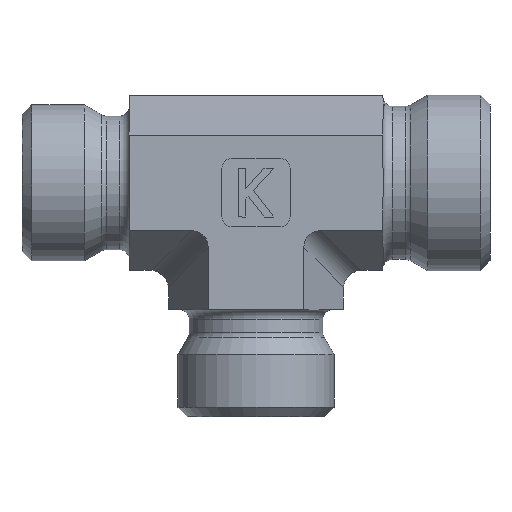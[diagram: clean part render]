
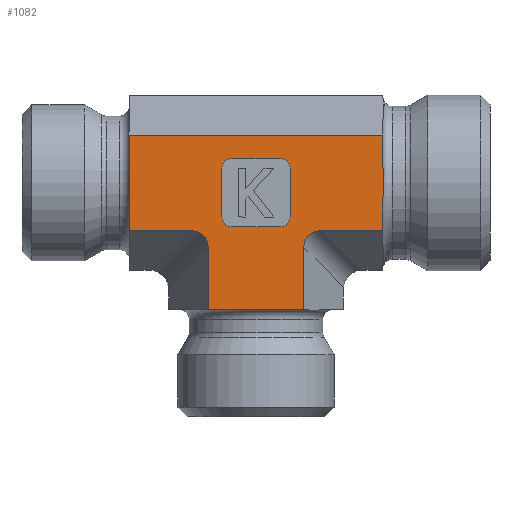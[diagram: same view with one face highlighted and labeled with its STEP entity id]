
A CAD part, left-side view. The second image highlights one B-rep face of the part: STEP entity #1082.
In plain terms, the highlighted planar face has unit normal (-1, 0, 0).
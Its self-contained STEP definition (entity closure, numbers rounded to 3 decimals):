
#301=CARTESIAN_POINT('',(-27.685,22.544,11.093));
#302=VERTEX_POINT('',#301);
#311=CARTESIAN_POINT('',(-27.685,22.544,20.907));
#312=VERTEX_POINT('',#311);
#313=CARTESIAN_POINT('',(-27.685,22.544,20.907));
#314=DIRECTION('',(0.0,0.0,-1.0));
#315=VECTOR('',#314,9.815);
#316=LINE('',#313,#315);
#317=EDGE_CURVE('',#312,#302,#316,.T.);
#552=CARTESIAN_POINT('',(-27.685,-3.456,20.907));
#553=VERTEX_POINT('',#552);
#554=CARTESIAN_POINT('',(-27.685,22.544,20.907));
#555=DIRECTION('',(0.0,-1.0,0.0));
#556=VECTOR('',#555,26.);
#557=LINE('',#554,#556);
#558=EDGE_CURVE('',#312,#553,#557,.T.);
#864=CARTESIAN_POINT('',(-27.685,4.636,3.0));
#865=VERTEX_POINT('',#864);
#874=CARTESIAN_POINT('',(-27.685,14.451,3.0));
#875=VERTEX_POINT('',#874);
#876=CARTESIAN_POINT('',(-27.685,14.451,3.0));
#877=DIRECTION('',(0.0,-1.0,0.0));
#878=VECTOR('',#877,9.815);
#879=LINE('',#876,#878);
#880=EDGE_CURVE('',#875,#865,#879,.T.);
#925=CARTESIAN_POINT('',(-27.685,4.636,0.0));
#926=DIRECTION('',(-1.0,0.0,0.0));
#927=DIRECTION('',(0.0,0.0,1.0));
#928=AXIS2_PLACEMENT_3D('',#925,#926,#927);
#929=PLANE('',#928);
#930=ORIENTED_EDGE('',*,*,#317,.T.);
#931=CARTESIAN_POINT('',(-27.685,16.183,11.093));
#932=VERTEX_POINT('',#931);
#933=CARTESIAN_POINT('',(-27.685,16.183,11.093));
#934=DIRECTION('',(0.0,1.0,0.0));
#935=VECTOR('',#934,6.36);
#936=LINE('',#933,#935);
#937=EDGE_CURVE('',#932,#302,#936,.T.);
#938=ORIENTED_EDGE('',*,*,#937,.F.);
#939=CARTESIAN_POINT('',(-27.685,14.451,9.36));
#940=VERTEX_POINT('',#939);
#941=CARTESIAN_POINT('',(-27.685,16.761,8.783));
#942=DIRECTION('',(-1.0,0.0,0.0));
#943=DIRECTION('',(0.0,-0.707,0.707));
#944=AXIS2_PLACEMENT_3D('',#941,#942,#943);
#945=ELLIPSE('',#944,2.582,2.0);
#946=EDGE_CURVE('',#940,#932,#945,.T.);
#947=ORIENTED_EDGE('',*,*,#946,.F.);
#948=CARTESIAN_POINT('',(-27.685,14.451,3.0));
#949=DIRECTION('',(0.0,0.0,1.0));
#950=VECTOR('',#949,6.36);
#951=LINE('',#948,#950);
#952=EDGE_CURVE('',#875,#940,#951,.T.);
#953=ORIENTED_EDGE('',*,*,#952,.F.);
#954=ORIENTED_EDGE('',*,*,#880,.T.);
#955=CARTESIAN_POINT('',(-27.685,4.636,9.36));
#956=VERTEX_POINT('',#955);
#957=CARTESIAN_POINT('',(-27.685,4.636,3.0));
#958=DIRECTION('',(0.0,0.0,1.0));
#959=VECTOR('',#958,6.36);
#960=LINE('',#957,#959);
#961=EDGE_CURVE('',#865,#956,#960,.T.);
#962=ORIENTED_EDGE('',*,*,#961,.T.);
#963=CARTESIAN_POINT('',(-27.685,2.904,11.093));
#964=VERTEX_POINT('',#963);
#965=CARTESIAN_POINT('',(-27.685,2.327,8.783));
#966=DIRECTION('',(-1.0,0.0,0.0));
#967=DIRECTION('',(0.0,0.707,0.707));
#968=AXIS2_PLACEMENT_3D('',#965,#966,#967);
#969=ELLIPSE('',#968,2.582,2.0);
#970=EDGE_CURVE('',#964,#956,#969,.T.);
#971=ORIENTED_EDGE('',*,*,#970,.F.);
#972=CARTESIAN_POINT('',(-27.685,-3.456,11.093));
#973=VERTEX_POINT('',#972);
#974=CARTESIAN_POINT('',(-27.685,2.904,11.093));
#975=DIRECTION('',(0.0,-1.0,0.0));
#976=VECTOR('',#975,6.36);
#977=LINE('',#974,#976);
#978=EDGE_CURVE('',#964,#973,#977,.T.);
#979=ORIENTED_EDGE('',*,*,#978,.T.);
#980=CARTESIAN_POINT('',(-27.685,-3.456,13.536));
#981=VERTEX_POINT('',#980);
#982=CARTESIAN_POINT('',(-27.685,-3.456,11.093));
#983=DIRECTION('',(0.0,0.0,1.0));
#984=VECTOR('',#983,2.443);
#985=LINE('',#982,#984);
#986=EDGE_CURVE('',#973,#981,#985,.T.);
#987=ORIENTED_EDGE('',*,*,#986,.T.);
#988=CARTESIAN_POINT('',(-27.685,-3.456,18.464));
#989=VERTEX_POINT('',#988);
#990=CARTESIAN_POINT('',(-27.685,-3.456,13.536));
#991=CARTESIAN_POINT('',(-27.685,-3.456,13.769));
#992=CARTESIAN_POINT('',(-27.685,-3.464,14.048));
#993=CARTESIAN_POINT('',(-27.685,-3.491,14.818));
#994=CARTESIAN_POINT('',(-27.685,-3.519,15.462));
#995=CARTESIAN_POINT('',(-27.685,-3.519,16.538));
#996=CARTESIAN_POINT('',(-27.685,-3.491,17.182));
#997=CARTESIAN_POINT('',(-27.685,-3.464,17.952));
#998=CARTESIAN_POINT('',(-27.685,-3.456,18.231));
#999=CARTESIAN_POINT('',(-27.685,-3.456,18.464));
#1000=B_SPLINE_CURVE_WITH_KNOTS('',3,(#990,#991,#992,#993,#994,#995,#996,#997,#998,#999),.UNSPECIFIED.,.F.,.U.,(4,2,2,2,4),(0.782,0.852,1.013,1.174,1.244),.UNSPECIFIED.);
#1001=EDGE_CURVE('',#981,#989,#1000,.T.);
#1002=ORIENTED_EDGE('',*,*,#1001,.T.);
#1003=CARTESIAN_POINT('',(-27.685,-3.456,18.464));
#1004=DIRECTION('',(0.0,0.0,1.0));
#1005=VECTOR('',#1004,2.443);
#1006=LINE('',#1003,#1005);
#1007=EDGE_CURVE('',#989,#553,#1006,.T.);
#1008=ORIENTED_EDGE('',*,*,#1007,.T.);
#1009=ORIENTED_EDGE('',*,*,#558,.F.);
#1010=EDGE_LOOP('',(#930,#938,#947,#953,#954,#962,#971,#979,#987,#1002,#1008,#1009));
#1011=FACE_OUTER_BOUND('',#1010,.T.);
#1012=CARTESIAN_POINT('',(-27.685,7.044,11.5));
#1013=VERTEX_POINT('',#1012);
#1014=CARTESIAN_POINT('',(-27.685,12.044,11.5));
#1015=VERTEX_POINT('',#1014);
#1016=CARTESIAN_POINT('',(-27.685,7.044,11.5));
#1017=DIRECTION('',(0.0,1.0,0.0));
#1018=VECTOR('',#1017,5.);
#1019=LINE('',#1016,#1018);
#1020=EDGE_CURVE('',#1013,#1015,#1019,.T.);
#1021=ORIENTED_EDGE('',*,*,#1020,.T.);
#1022=CARTESIAN_POINT('',(-27.685,13.044,12.5));
#1023=VERTEX_POINT('',#1022);
#1024=CARTESIAN_POINT('',(-27.685,12.044,12.5));
#1025=DIRECTION('',(-1.0,0.0,0.0));
#1026=DIRECTION('',(0.0,0.707,-0.707));
#1027=AXIS2_PLACEMENT_3D('',#1024,#1025,#1026);
#1028=CIRCLE('',#1027,1.0);
#1029=EDGE_CURVE('',#1023,#1015,#1028,.T.);
#1030=ORIENTED_EDGE('',*,*,#1029,.F.);
#1031=CARTESIAN_POINT('',(-27.685,13.044,17.5));
#1032=VERTEX_POINT('',#1031);
#1033=CARTESIAN_POINT('',(-27.685,13.044,12.5));
#1034=DIRECTION('',(0.0,0.0,1.0));
#1035=VECTOR('',#1034,5.);
#1036=LINE('',#1033,#1035);
#1037=EDGE_CURVE('',#1023,#1032,#1036,.T.);
#1038=ORIENTED_EDGE('',*,*,#1037,.T.);
#1039=CARTESIAN_POINT('',(-27.685,12.044,18.5));
#1040=VERTEX_POINT('',#1039);
#1041=CARTESIAN_POINT('',(-27.685,12.044,17.5));
#1042=DIRECTION('',(-1.0,0.0,0.0));
#1043=DIRECTION('',(0.0,0.707,0.707));
#1044=AXIS2_PLACEMENT_3D('',#1041,#1042,#1043);
#1045=CIRCLE('',#1044,1.0);
#1046=EDGE_CURVE('',#1040,#1032,#1045,.T.);
#1047=ORIENTED_EDGE('',*,*,#1046,.F.);
#1048=CARTESIAN_POINT('',(-27.685,7.044,18.5));
#1049=VERTEX_POINT('',#1048);
#1050=CARTESIAN_POINT('',(-27.685,12.044,18.5));
#1051=DIRECTION('',(0.0,-1.0,0.0));
#1052=VECTOR('',#1051,5.);
#1053=LINE('',#1050,#1052);
#1054=EDGE_CURVE('',#1040,#1049,#1053,.T.);
#1055=ORIENTED_EDGE('',*,*,#1054,.T.);
#1056=CARTESIAN_POINT('',(-27.685,6.044,17.5));
#1057=VERTEX_POINT('',#1056);
#1058=CARTESIAN_POINT('',(-27.685,7.044,17.5));
#1059=DIRECTION('',(-1.0,0.0,0.0));
#1060=DIRECTION('',(0.0,-0.707,0.707));
#1061=AXIS2_PLACEMENT_3D('',#1058,#1059,#1060);
#1062=CIRCLE('',#1061,1.0);
#1063=EDGE_CURVE('',#1057,#1049,#1062,.T.);
#1064=ORIENTED_EDGE('',*,*,#1063,.F.);
#1065=CARTESIAN_POINT('',(-27.685,6.044,12.5));
#1066=VERTEX_POINT('',#1065);
#1067=CARTESIAN_POINT('',(-27.685,6.044,17.5));
#1068=DIRECTION('',(0.0,0.0,-1.0));
#1069=VECTOR('',#1068,5.);
#1070=LINE('',#1067,#1069);
#1071=EDGE_CURVE('',#1057,#1066,#1070,.T.);
#1072=ORIENTED_EDGE('',*,*,#1071,.T.);
#1073=CARTESIAN_POINT('',(-27.685,7.044,12.5));
#1074=DIRECTION('',(-1.0,0.0,0.0));
#1075=DIRECTION('',(0.0,-0.707,-0.707));
#1076=AXIS2_PLACEMENT_3D('',#1073,#1074,#1075);
#1077=CIRCLE('',#1076,1.0);
#1078=EDGE_CURVE('',#1013,#1066,#1077,.T.);
#1079=ORIENTED_EDGE('',*,*,#1078,.F.);
#1080=EDGE_LOOP('',(#1021,#1030,#1038,#1047,#1055,#1064,#1072,#1079));
#1081=FACE_BOUND('',#1080,.T.);
#1082=ADVANCED_FACE('',(#1011,#1081),#929,.T.);
